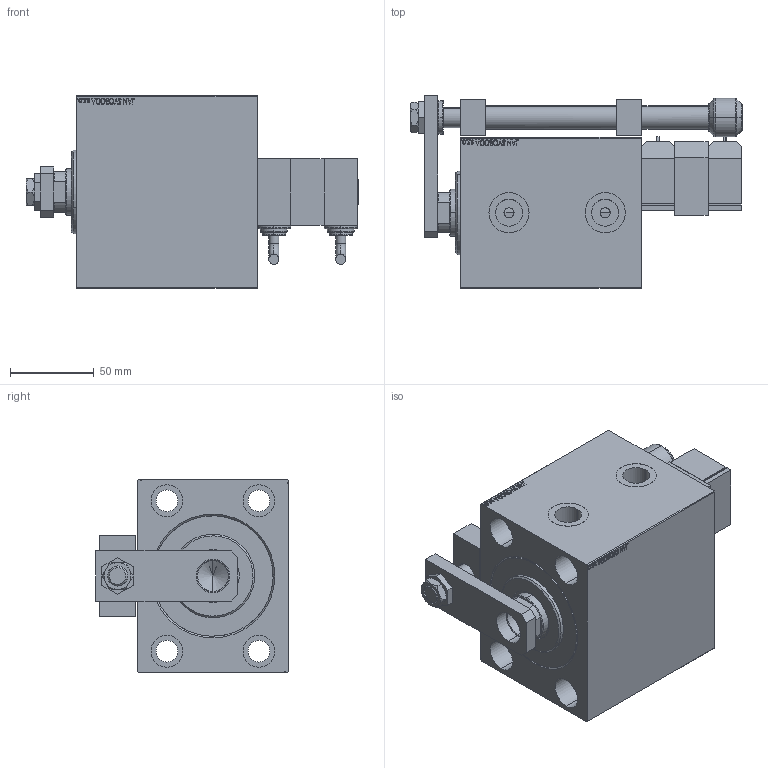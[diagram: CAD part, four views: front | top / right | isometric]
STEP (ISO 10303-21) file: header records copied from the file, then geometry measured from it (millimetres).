
FILE_DESCRIPTION (( 'STEP AP203' ), '1' );
FILE_NAME ('eead.STEP', '2024-04-15T11:28:05', ( '' ), ( '' ), 'SwSTEP 2.0', 'SolidWorks 2019', '' );
FILE_SCHEMA (( 'CONFIG_CONTROL_DESIGN' ));
Length unit declared in the file: millimetre
Products named in the file (13): SWITCH_P_FRONT_BACK 678dfcbb3b54eab4c7d3ab7f9280c7d6; MIDDLE 678dfcbb3b54eab4c7d3ab7f9280c7d6; SWITCH DIM W_B 678dfcbb3b54eab4c7d3ab7f9280c7d6; V450CM_C_Body 678dfcbb3b54eab4c7d3ab7f9280c7d6; KROUZEK_PRO_TYC 678dfcbb3b54eab4c7d3ab7f9280c7d6; V450CM_C_VCP 678dfcbb3b54eab4c7d3ab7f9280c7d6; TYC_P 678dfcbb3b54eab4c7d3ab7f9280c7d6; NUT_D19_P 678dfcbb3b54eab4c7d3ab7f9280c7d6; V450CM_VC_B 678dfcbb3b54eab4c7d3ab7f9280c7d6; NUT_D16 678dfcbb3b54eab4c7d3ab7f9280c7d6; ZARAZKA_P 678dfcbb3b54eab4c7d3ab7f9280c7d6; SWITCH P 678dfcbb3b54eab4c7d3ab7f9280c7d6; eead
Assembly tree (14 placements, depth 2):
  eead
    V450CM_C_Body 678dfcbb3b54eab4c7d3ab7f9280c7d6
    V450CM_C_VCP 678dfcbb3b54eab4c7d3ab7f9280c7d6
    V450CM_VC_B 678dfcbb3b54eab4c7d3ab7f9280c7d6
    SWITCH DIM W_B 678dfcbb3b54eab4c7d3ab7f9280c7d6
    SWITCH P 678dfcbb3b54eab4c7d3ab7f9280c7d6  x2
    SWITCH_P_FRONT_BACK 678dfcbb3b54eab4c7d3ab7f9280c7d6  x2
    TYC_P 678dfcbb3b54eab4c7d3ab7f9280c7d6
    ZARAZKA_P 678dfcbb3b54eab4c7d3ab7f9280c7d6
    KROUZEK_PRO_TYC 678dfcbb3b54eab4c7d3ab7f9280c7d6
    MIDDLE 678dfcbb3b54eab4c7d3ab7f9280c7d6
    NUT_D16 678dfcbb3b54eab4c7d3ab7f9280c7d6
    NUT_D19_P 678dfcbb3b54eab4c7d3ab7f9280c7d6
Bounding box: 198.5 x 115 x 115 mm (x, y, z)
Volume: 1143136.4 mm3; surface area: 187435.6 mm2
Topology: 14 solids, 14 shells, 1090 faces, 2722 edges, 1788 vertices
Faces by surface type: plane 521, bspline 380, cylinder 120, cone 37, torus 32
Entity records: 49784 total; most frequent: CARTESIAN_POINT 26127, ORIENTED_EDGE 5144, DIRECTION 3387, EDGE_CURVE 2572, VERTEX_POINT 1692, LINE 1483, VECTOR 1483, EDGE_LOOP 1180
